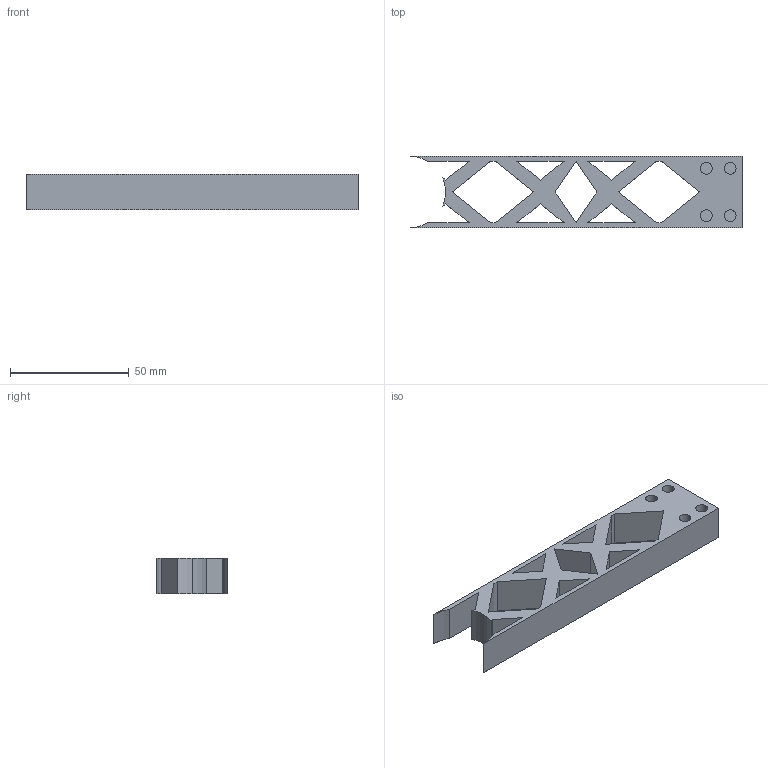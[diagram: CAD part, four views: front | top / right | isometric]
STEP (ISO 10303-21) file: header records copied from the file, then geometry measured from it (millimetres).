
FILE_DESCRIPTION(('CATIA V5 STEP Exchange'),'2;1');
FILE_NAME('Arm1.stp','2022-11-06T18:40:50+00:00',('none'),('none'),'CATIA Version 5 Release 21 GA (IN-10)','CATIA V5 STEP AP203','none');
FILE_SCHEMA(('CONFIG_CONTROL_DESIGN'));
Length unit declared in the file: millimetre
Products named in the file (1): Arm
Bounding box: 140 x 30 x 15 mm (x, y, z)
Volume: 32665 mm3; surface area: 17227.5 mm2
Topology: 1 solids, 1 shells, 55 faces, 147 edges, 98 vertices
Faces by surface type: plane 43, cylinder 12
Entity records: 1661 total; most frequent: ORIENTED_EDGE 294, CARTESIAN_POINT 283, DIRECTION 221, EDGE_CURVE 147, VECTOR 123, LINE 123, VERTEX_POINT 98, EDGE_LOOP 73
